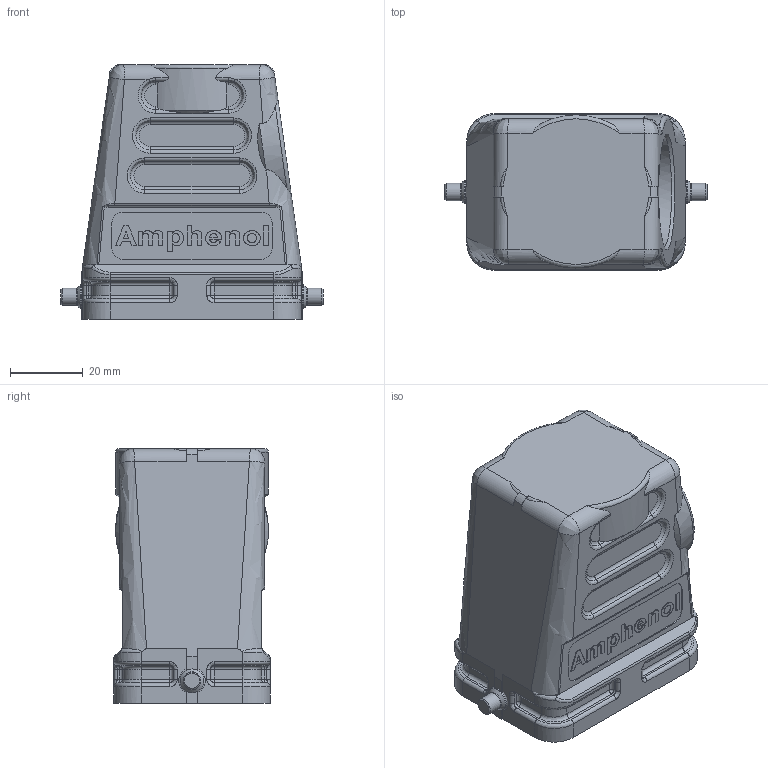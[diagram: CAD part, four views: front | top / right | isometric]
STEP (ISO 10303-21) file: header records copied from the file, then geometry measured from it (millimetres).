
FILE_DESCRIPTION(/* description */ (''),/* implementation_level */ '2;1');
FILE_NAME(/* name */ 'C146_21R006_506_8.stp',/* time_stamp */ '2018-09-26T10:55:13+02:00',/* author */ (''),/* organization */ (''),/* preprocessor_version */ 'ST-DEVELOPER v16',/* originating_system */ 'SIEMENS PLM Software NX 11.0',/* authorisation */ '');
FILE_SCHEMA (('AP203_CONFIGURATION_CONTROLLED_3D_DESIGN_OF_MECHANICAL_PARTS_AND_ASSEMBLIES_MIM_LF { 1 0 10303 403 2 1 2}'));
Length unit declared in the file: millimetre
Products named in the file (1): c146 21r006 506 8nxm001-04
Bounding box: 72 x 43 x 70 mm (x, y, z)
Volume: 39002.2 mm3; surface area: 27477.8 mm2
Topology: 1 solids, 1 shells, 592 faces, 1504 edges, 913 vertices
Faces by surface type: plane 196, cylinder 178, bspline 107, extrusion 58, cone 33, sphere 16, torus 4
Full cylindrical faces by diameter (mm): 2.5 x4, 4.8 x2, 6.5 x2, 30.38 x1
Entity records: 26219 total; most frequent: CARTESIAN_POINT 8995, ORIENTED_EDGE 2862, DIRECTION 2466, EDGE_CURVE 1431, VERTEX_POINT 902, AXIS2_PLACEMENT_3D 857, VECTOR 752, LINE 694
